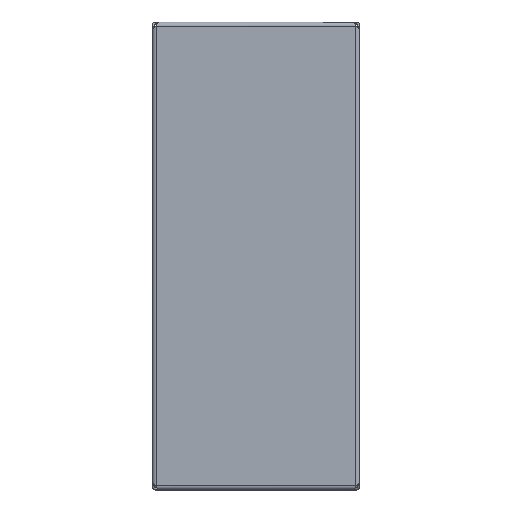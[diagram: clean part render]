
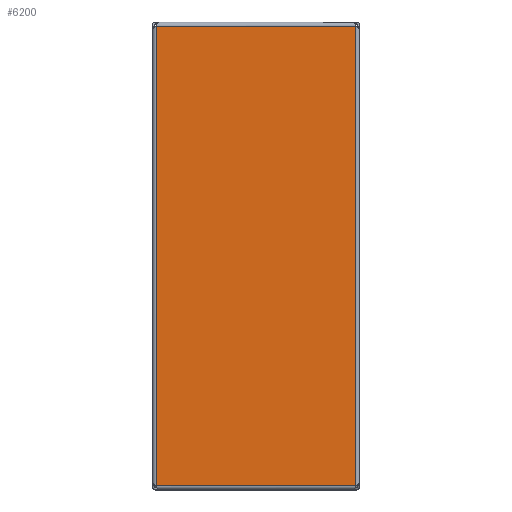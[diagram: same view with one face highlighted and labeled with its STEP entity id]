
A CAD part, front view. The second image highlights one B-rep face of the part: STEP entity #6200.
In plain terms, the highlighted planar face has unit normal (0, -1, 0).
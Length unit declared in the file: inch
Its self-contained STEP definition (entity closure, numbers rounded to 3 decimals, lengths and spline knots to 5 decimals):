
#65 = CARTESIAN_POINT ( 'NONE',  ( -12.97072, 0., 0. ) ) ;
#332 = CARTESIAN_POINT ( 'NONE',  ( 3.845, 0., 0. ) ) ;
#377 = EDGE_CURVE ( 'NONE', #5968, #661, #3594, .T. ) ;
#518 = AXIS2_PLACEMENT_3D ( 'NONE', #65, #1873, #3730 ) ;
#661 = VERTEX_POINT ( 'NONE', #867 ) ;
#788 = ORIENTED_EDGE ( 'NONE', *, *, #377, .T. ) ;
#867 = CARTESIAN_POINT ( 'NONE',  ( 3.845, 0., -18.68362 ) ) ;
#1141 = EDGE_LOOP ( 'NONE', ( #4816, #788, #4997, #3000 ) ) ;
#1864 = DIRECTION ( 'NONE',  ( 1., 0., 0. ) ) ;
#1873 = DIRECTION ( 'NONE',  ( 0., -1., 0. ) ) ;
#1876 = CARTESIAN_POINT ( 'NONE',  ( -3.845, 0., -0.99362 ) ) ;
#1989 = LINE ( 'NONE', #2582, #7691 ) ;
#2582 = CARTESIAN_POINT ( 'NONE',  ( -12.97072, 0., -0.99362 ) ) ;
#2950 = VECTOR ( 'NONE', #7542, 39.37008 ) ;
#3000 = ORIENTED_EDGE ( 'NONE', *, *, #3122, .T. ) ;
#3122 = EDGE_CURVE ( 'NONE', #4964, #4180, #1989, .T. ) ;
#3244 = CARTESIAN_POINT ( 'NONE',  ( -3.845, 0., 0. ) ) ;
#3594 = LINE ( 'NONE', #6716, #3998 ) ;
#3730 = DIRECTION ( 'NONE',  ( 0., 0., -1. ) ) ;
#3846 = DIRECTION ( 'NONE',  ( -1., 0., 0. ) ) ;
#3998 = VECTOR ( 'NONE', #1864, 39.37008 ) ;
#4035 = DIRECTION ( 'NONE',  ( 0., 0., 1. ) ) ;
#4180 = VERTEX_POINT ( 'NONE', #1876 ) ;
#4769 = EDGE_CURVE ( 'NONE', #661, #4964, #7152, .T. ) ;
#4816 = ORIENTED_EDGE ( 'NONE', *, *, #5641, .T. ) ;
#4964 = VERTEX_POINT ( 'NONE', #6666 ) ;
#4997 = ORIENTED_EDGE ( 'NONE', *, *, #4769, .T. ) ;
#5067 = VECTOR ( 'NONE', #4035, 39.37008 ) ;
#5632 = LINE ( 'NONE', #3244, #2950 ) ;
#5641 = EDGE_CURVE ( 'NONE', #4180, #5968, #5632, .T. ) ;
#5968 = VERTEX_POINT ( 'NONE', #6359 ) ;
#6200 = ADVANCED_FACE ( 'NONE', ( #6846 ), #6313, .T. ) ;
#6313 = PLANE ( 'NONE',  #518 ) ;
#6359 = CARTESIAN_POINT ( 'NONE',  ( -3.845, 0., -18.68362 ) ) ;
#6666 = CARTESIAN_POINT ( 'NONE',  ( 3.845, 0., -0.99362 ) ) ;
#6716 = CARTESIAN_POINT ( 'NONE',  ( -12.97072, 0., -18.68362 ) ) ;
#6846 = FACE_OUTER_BOUND ( 'NONE', #1141, .T. ) ;
#7152 = LINE ( 'NONE', #332, #5067 ) ;
#7542 = DIRECTION ( 'NONE',  ( 0., 0., -1. ) ) ;
#7691 = VECTOR ( 'NONE', #3846, 39.37008 ) ;
